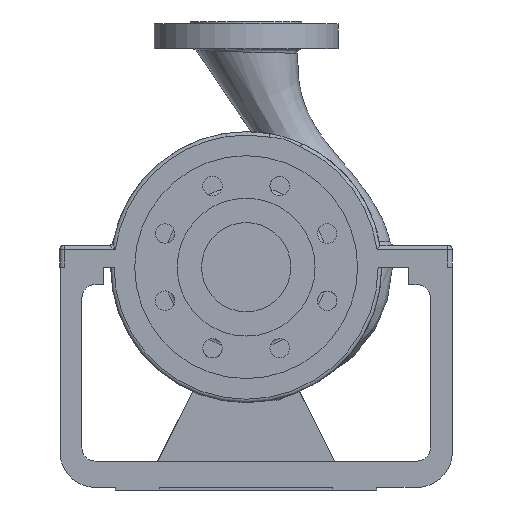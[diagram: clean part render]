
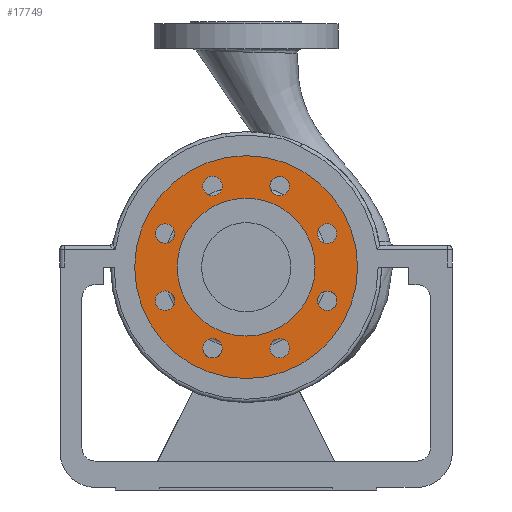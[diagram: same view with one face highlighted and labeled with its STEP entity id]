
A CAD part, front view. The second image highlights one B-rep face of the part: STEP entity #17749.
In plain terms, the highlighted planar face has unit normal (0, -1, 0).
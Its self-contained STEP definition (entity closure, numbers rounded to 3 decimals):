
#1152=CIRCLE('',#18565,11.113);
#1153=CIRCLE('',#18566,11.113);
#1154=CIRCLE('',#18567,11.113);
#1155=CIRCLE('',#18568,11.113);
#1156=CIRCLE('',#18569,127.);
#1157=CIRCLE('',#18570,78.581);
#1158=CIRCLE('',#18571,11.113);
#1159=CIRCLE('',#18572,11.113);
#1160=CIRCLE('',#18573,11.113);
#1161=CIRCLE('',#18574,11.113);
#1681=ORIENTED_EDGE('',*,*,#5445,.T.);
#1682=ORIENTED_EDGE('',*,*,#5446,.T.);
#1683=ORIENTED_EDGE('',*,*,#5447,.T.);
#1684=ORIENTED_EDGE('',*,*,#5448,.T.);
#1685=ORIENTED_EDGE('',*,*,#5449,.T.);
#1686=ORIENTED_EDGE('',*,*,#5450,.F.);
#1687=ORIENTED_EDGE('',*,*,#5451,.T.);
#1688=ORIENTED_EDGE('',*,*,#5452,.T.);
#1689=ORIENTED_EDGE('',*,*,#5453,.T.);
#1690=ORIENTED_EDGE('',*,*,#5454,.T.);
#5445=EDGE_CURVE('',#7327,#7327,#1152,.T.);
#5446=EDGE_CURVE('',#7328,#7328,#1153,.T.);
#5447=EDGE_CURVE('',#7329,#7329,#1154,.T.);
#5448=EDGE_CURVE('',#7330,#7330,#1155,.T.);
#5449=EDGE_CURVE('',#7331,#7331,#1156,.T.);
#5450=EDGE_CURVE('',#7332,#7332,#1157,.T.);
#5451=EDGE_CURVE('',#7333,#7333,#1158,.T.);
#5452=EDGE_CURVE('',#7334,#7334,#1159,.T.);
#5453=EDGE_CURVE('',#7335,#7335,#1160,.T.);
#5454=EDGE_CURVE('',#7336,#7336,#1161,.T.);
#7327=VERTEX_POINT('',#23238);
#7328=VERTEX_POINT('',#23240);
#7329=VERTEX_POINT('',#23242);
#7330=VERTEX_POINT('',#23244);
#7331=VERTEX_POINT('',#23246);
#7332=VERTEX_POINT('',#23248);
#7333=VERTEX_POINT('',#23250);
#7334=VERTEX_POINT('',#23252);
#7335=VERTEX_POINT('',#23254);
#7336=VERTEX_POINT('',#23256);
#10020=EDGE_LOOP('',(#1681));
#10021=EDGE_LOOP('',(#1682));
#10022=EDGE_LOOP('',(#1683));
#10023=EDGE_LOOP('',(#1684));
#10024=EDGE_LOOP('',(#1685));
#10025=EDGE_LOOP('',(#1686));
#10026=EDGE_LOOP('',(#1687));
#10027=EDGE_LOOP('',(#1688));
#10028=EDGE_LOOP('',(#1689));
#10029=EDGE_LOOP('',(#1690));
#10936=FACE_BOUND('',#10020,.T.);
#10937=FACE_BOUND('',#10021,.T.);
#10938=FACE_BOUND('',#10022,.T.);
#10939=FACE_BOUND('',#10023,.T.);
#10940=FACE_BOUND('',#10024,.T.);
#10941=FACE_BOUND('',#10025,.T.);
#10942=FACE_BOUND('',#10026,.T.);
#10943=FACE_BOUND('',#10027,.T.);
#10944=FACE_BOUND('',#10028,.T.);
#10945=FACE_BOUND('',#10029,.T.);
#11852=PLANE('',#18564);
#17749=ADVANCED_FACE('',(#10936,#10937,#10938,#10939,#10940,#10941,#10942,
#10943,#10944,#10945),#11852,.T.);
#18564=AXIS2_PLACEMENT_3D('',#23236,#19843,#19844);
#18565=AXIS2_PLACEMENT_3D('',#23237,#19845,#19846);
#18566=AXIS2_PLACEMENT_3D('',#23239,#19847,#19848);
#18567=AXIS2_PLACEMENT_3D('',#23241,#19849,#19850);
#18568=AXIS2_PLACEMENT_3D('',#23243,#19851,#19852);
#18569=AXIS2_PLACEMENT_3D('',#23245,#19853,#19854);
#18570=AXIS2_PLACEMENT_3D('',#23247,#19855,#19856);
#18571=AXIS2_PLACEMENT_3D('',#23249,#19857,#19858);
#18572=AXIS2_PLACEMENT_3D('',#23251,#19859,#19860);
#18573=AXIS2_PLACEMENT_3D('',#23253,#19861,#19862);
#18574=AXIS2_PLACEMENT_3D('',#23255,#19863,#19864);
#19843=DIRECTION('',(0.,-1.,0.));
#19844=DIRECTION('',(1.,0.,0.));
#19845=DIRECTION('',(0.,1.,0.));
#19846=DIRECTION('',(0.,0.,-1.));
#19847=DIRECTION('',(0.,1.,0.));
#19848=DIRECTION('',(-1.,0.,0.));
#19849=DIRECTION('',(0.,1.,0.));
#19850=DIRECTION('',(0.,0.,1.));
#19851=DIRECTION('',(0.,1.,0.));
#19852=DIRECTION('',(1.,0.,0.));
#19853=DIRECTION('',(0.,-1.,0.));
#19854=DIRECTION('',(1.,0.,0.));
#19855=DIRECTION('',(0.,-1.,0.));
#19856=DIRECTION('',(1.,0.,0.));
#19857=DIRECTION('',(0.,1.,0.));
#19858=DIRECTION('',(0.707,0.,0.707));
#19859=DIRECTION('',(0.,1.,0.));
#19860=DIRECTION('',(-0.707,0.,0.707));
#19861=DIRECTION('',(0.,1.,0.));
#19862=DIRECTION('',(-0.707,0.,-0.707));
#19863=DIRECTION('',(0.,1.,0.));
#19864=DIRECTION('',(0.707,0.,-0.707));
#23236=CARTESIAN_POINT('',(0.,-125.,78.581));
#23237=CARTESIAN_POINT('',(92.4,-125.,38.273));
#23238=CARTESIAN_POINT('',(92.4,-125.,27.161));
#23239=CARTESIAN_POINT('',(38.273,-125.,-92.4));
#23240=CARTESIAN_POINT('',(27.161,-125.,-92.4));
#23241=CARTESIAN_POINT('',(-92.4,-125.,-38.273));
#23242=CARTESIAN_POINT('',(-92.4,-125.,-27.161));
#23243=CARTESIAN_POINT('',(-38.273,-125.,92.4));
#23244=CARTESIAN_POINT('',(-27.161,-125.,92.4));
#23245=CARTESIAN_POINT('',(0.,-125.,0.));
#23246=CARTESIAN_POINT('',(127.,-125.,0.));
#23247=CARTESIAN_POINT('',(0.,-125.,0.));
#23248=CARTESIAN_POINT('',(78.581,-125.,0.));
#23249=CARTESIAN_POINT('',(-92.4,-125.,38.273));
#23250=CARTESIAN_POINT('',(-84.542,-125.,46.131));
#23251=CARTESIAN_POINT('',(-38.273,-125.,-92.4));
#23252=CARTESIAN_POINT('',(-46.131,-125.,-84.542));
#23253=CARTESIAN_POINT('',(92.4,-125.,-38.273));
#23254=CARTESIAN_POINT('',(84.542,-125.,-46.131));
#23255=CARTESIAN_POINT('',(38.273,-125.,92.4));
#23256=CARTESIAN_POINT('',(46.131,-125.,84.542));
